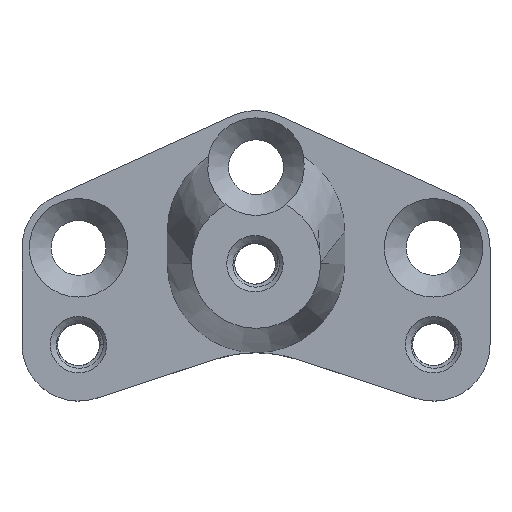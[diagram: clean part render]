
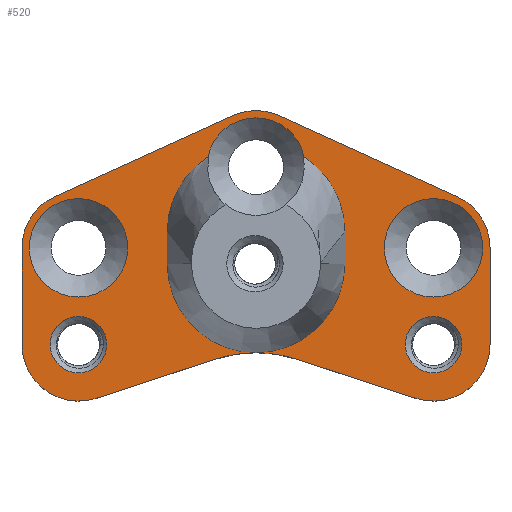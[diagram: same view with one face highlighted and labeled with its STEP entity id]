
A CAD part, top view. The second image highlights one B-rep face of the part: STEP entity #520.
In plain terms, the highlighted planar face has unit normal (0, 0, 1).
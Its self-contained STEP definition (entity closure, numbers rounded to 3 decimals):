
#24 = VERTEX_POINT('',#25);
#25 = CARTESIAN_POINT('',(-1.448,-51.814,32.));
#31 = EDGE_CURVE('',#24,#32,#34,.T.);
#32 = VERTEX_POINT('',#33);
#33 = CARTESIAN_POINT('',(-12.448,-56.814,32.));
#34 = LINE('',#35,#36);
#35 = CARTESIAN_POINT('',(-1.448,-51.814,32.));
#36 = VECTOR('',#37,1.);
#37 = DIRECTION('',(-0.91,-0.414,0.));
#64 = VERTEX_POINT('',#65);
#65 = CARTESIAN_POINT('',(1.448,-51.814,32.));
#71 = EDGE_CURVE('',#64,#24,#72,.T.);
#72 = CIRCLE('',#73,3.5);
#73 = AXIS2_PLACEMENT_3D('',#74,#75,#76);
#74 = CARTESIAN_POINT('',(0.,-55.,32.));
#75 = DIRECTION('',(0.,0.,1.));
#76 = DIRECTION('',(1.,0.,0.));
#95 = EDGE_CURVE('',#32,#96,#98,.T.);
#96 = VERTEX_POINT('',#97);
#97 = CARTESIAN_POINT('',(-14.5,-60.,32.));
#98 = CIRCLE('',#99,3.5);
#99 = AXIS2_PLACEMENT_3D('',#100,#101,#102);
#100 = CARTESIAN_POINT('',(-11.,-60.,32.));
#101 = DIRECTION('',(0.,0.,1.));
#102 = DIRECTION('',(1.,0.,0.));
#520 = ADVANCED_FACE('',(#521,#609,#620,#631,#642,#653),#714,.T.);
#521 = FACE_BOUND('',#522,.T.);
#522 = EDGE_LOOP('',(#523,#533,#542,#548,#549,#550,#551,#559,#568,#576,
    #585,#594,#602));
#523 = ORIENTED_EDGE('',*,*,#524,.T.);
#524 = EDGE_CURVE('',#525,#527,#529,.T.);
#525 = VERTEX_POINT('',#526);
#526 = CARTESIAN_POINT('',(14.5,-66.,32.));
#527 = VERTEX_POINT('',#528);
#528 = CARTESIAN_POINT('',(14.5,-60.,32.));
#529 = LINE('',#530,#531);
#530 = CARTESIAN_POINT('',(14.5,-66.,32.));
#531 = VECTOR('',#532,1.);
#532 = DIRECTION('',(0.,1.,0.));
#533 = ORIENTED_EDGE('',*,*,#534,.T.);
#534 = EDGE_CURVE('',#527,#535,#537,.T.);
#535 = VERTEX_POINT('',#536);
#536 = CARTESIAN_POINT('',(12.448,-56.814,32.));
#537 = CIRCLE('',#538,3.5);
#538 = AXIS2_PLACEMENT_3D('',#539,#540,#541);
#539 = CARTESIAN_POINT('',(11.,-60.,32.));
#540 = DIRECTION('',(0.,0.,1.));
#541 = DIRECTION('',(1.,0.,0.));
#542 = ORIENTED_EDGE('',*,*,#543,.T.);
#543 = EDGE_CURVE('',#535,#64,#544,.T.);
#544 = LINE('',#545,#546);
#545 = CARTESIAN_POINT('',(12.448,-56.814,32.));
#546 = VECTOR('',#547,1.);
#547 = DIRECTION('',(-0.91,0.414,0.));
#548 = ORIENTED_EDGE('',*,*,#71,.T.);
#549 = ORIENTED_EDGE('',*,*,#31,.T.);
#550 = ORIENTED_EDGE('',*,*,#95,.T.);
#551 = ORIENTED_EDGE('',*,*,#552,.T.);
#552 = EDGE_CURVE('',#96,#553,#555,.T.);
#553 = VERTEX_POINT('',#554);
#554 = CARTESIAN_POINT('',(-14.5,-66.,32.));
#555 = LINE('',#556,#557);
#556 = CARTESIAN_POINT('',(-14.5,-60.,32.));
#557 = VECTOR('',#558,1.);
#558 = DIRECTION('',(0.,-1.,0.));
#559 = ORIENTED_EDGE('',*,*,#560,.T.);
#560 = EDGE_CURVE('',#553,#561,#563,.T.);
#561 = VERTEX_POINT('',#562);
#562 = CARTESIAN_POINT('',(-9.911,-69.326,32.));
#563 = CIRCLE('',#564,3.5);
#564 = AXIS2_PLACEMENT_3D('',#565,#566,#567);
#565 = CARTESIAN_POINT('',(-11.,-66.,32.));
#566 = DIRECTION('',(0.,0.,1.));
#567 = DIRECTION('',(1.,0.,0.));
#568 = ORIENTED_EDGE('',*,*,#569,.T.);
#569 = EDGE_CURVE('',#561,#570,#572,.T.);
#570 = VERTEX_POINT('',#571);
#571 = CARTESIAN_POINT('',(-2.489,-66.897,32.));
#572 = LINE('',#573,#574);
#573 = CARTESIAN_POINT('',(-9.911,-69.326,32.));
#574 = VECTOR('',#575,1.);
#575 = DIRECTION('',(0.95,0.311,0.));
#576 = ORIENTED_EDGE('',*,*,#577,.F.);
#577 = EDGE_CURVE('',#578,#570,#580,.T.);
#578 = VERTEX_POINT('',#579);
#579 = CARTESIAN_POINT('',(0.,-66.5,32.));
#580 = CIRCLE('',#581,8.);
#581 = AXIS2_PLACEMENT_3D('',#582,#583,#584);
#582 = CARTESIAN_POINT('',(0.,-74.5,32.));
#583 = DIRECTION('',(0.,0.,1.));
#584 = DIRECTION('',(1.,0.,0.));
#585 = ORIENTED_EDGE('',*,*,#586,.F.);
#586 = EDGE_CURVE('',#587,#578,#589,.T.);
#587 = VERTEX_POINT('',#588);
#588 = CARTESIAN_POINT('',(2.489,-66.897,32.));
#589 = CIRCLE('',#590,8.);
#590 = AXIS2_PLACEMENT_3D('',#591,#592,#593);
#591 = CARTESIAN_POINT('',(0.,-74.5,32.));
#592 = DIRECTION('',(0.,0.,1.));
#593 = DIRECTION('',(1.,0.,0.));
#594 = ORIENTED_EDGE('',*,*,#595,.T.);
#595 = EDGE_CURVE('',#587,#596,#598,.T.);
#596 = VERTEX_POINT('',#597);
#597 = CARTESIAN_POINT('',(9.911,-69.326,32.));
#598 = LINE('',#599,#600);
#599 = CARTESIAN_POINT('',(2.489,-66.897,32.));
#600 = VECTOR('',#601,1.);
#601 = DIRECTION('',(0.95,-0.311,0.));
#602 = ORIENTED_EDGE('',*,*,#603,.T.);
#603 = EDGE_CURVE('',#596,#525,#604,.T.);
#604 = CIRCLE('',#605,3.5);
#605 = AXIS2_PLACEMENT_3D('',#606,#607,#608);
#606 = CARTESIAN_POINT('',(11.,-66.,32.));
#607 = DIRECTION('',(0.,0.,1.));
#608 = DIRECTION('',(1.,0.,0.));
#609 = FACE_BOUND('',#610,.T.);
#610 = EDGE_LOOP('',(#611));
#611 = ORIENTED_EDGE('',*,*,#612,.F.);
#612 = EDGE_CURVE('',#613,#613,#615,.T.);
#613 = VERTEX_POINT('',#614);
#614 = CARTESIAN_POINT('',(-9.25,-66.,32.));
#615 = CIRCLE('',#616,1.75);
#616 = AXIS2_PLACEMENT_3D('',#617,#618,#619);
#617 = CARTESIAN_POINT('',(-11.,-66.,32.));
#618 = DIRECTION('',(0.,0.,1.));
#619 = DIRECTION('',(1.,0.,0.));
#620 = FACE_BOUND('',#621,.T.);
#621 = EDGE_LOOP('',(#622));
#622 = ORIENTED_EDGE('',*,*,#623,.F.);
#623 = EDGE_CURVE('',#624,#624,#626,.T.);
#624 = VERTEX_POINT('',#625);
#625 = CARTESIAN_POINT('',(-7.95,-60.,32.));
#626 = CIRCLE('',#627,3.05);
#627 = AXIS2_PLACEMENT_3D('',#628,#629,#630);
#628 = CARTESIAN_POINT('',(-11.,-60.,32.));
#629 = DIRECTION('',(0.,0.,1.));
#630 = DIRECTION('',(1.,0.,0.));
#631 = FACE_BOUND('',#632,.T.);
#632 = EDGE_LOOP('',(#633));
#633 = ORIENTED_EDGE('',*,*,#634,.F.);
#634 = EDGE_CURVE('',#635,#635,#637,.T.);
#635 = VERTEX_POINT('',#636);
#636 = CARTESIAN_POINT('',(12.75,-66.,32.));
#637 = CIRCLE('',#638,1.75);
#638 = AXIS2_PLACEMENT_3D('',#639,#640,#641);
#639 = CARTESIAN_POINT('',(11.,-66.,32.));
#640 = DIRECTION('',(0.,0.,1.));
#641 = DIRECTION('',(1.,0.,0.));
#642 = FACE_BOUND('',#643,.T.);
#643 = EDGE_LOOP('',(#644));
#644 = ORIENTED_EDGE('',*,*,#645,.F.);
#645 = EDGE_CURVE('',#646,#646,#648,.T.);
#646 = VERTEX_POINT('',#647);
#647 = CARTESIAN_POINT('',(14.05,-60.,32.));
#648 = CIRCLE('',#649,3.05);
#649 = AXIS2_PLACEMENT_3D('',#650,#651,#652);
#650 = CARTESIAN_POINT('',(11.,-60.,32.));
#651 = DIRECTION('',(0.,0.,1.));
#652 = DIRECTION('',(1.,0.,0.));
#653 = FACE_BOUND('',#654,.T.);
#654 = EDGE_LOOP('',(#655,#664,#673,#681,#690,#699,#708));
#655 = ORIENTED_EDGE('',*,*,#656,.F.);
#656 = EDGE_CURVE('',#578,#657,#659,.T.);
#657 = VERTEX_POINT('',#658);
#658 = CARTESIAN_POINT('',(5.5,-61.,32.));
#659 = CIRCLE('',#660,5.5);
#660 = AXIS2_PLACEMENT_3D('',#661,#662,#663);
#661 = CARTESIAN_POINT('',(0.,-61.,32.));
#662 = DIRECTION('',(0.,0.,1.));
#663 = DIRECTION('',(1.,0.,0.));
#664 = ORIENTED_EDGE('',*,*,#665,.F.);
#665 = EDGE_CURVE('',#666,#578,#668,.T.);
#666 = VERTEX_POINT('',#667);
#667 = CARTESIAN_POINT('',(-5.5,-61.,32.));
#668 = CIRCLE('',#669,5.5);
#669 = AXIS2_PLACEMENT_3D('',#670,#671,#672);
#670 = CARTESIAN_POINT('',(0.,-61.,32.));
#671 = DIRECTION('',(0.,0.,1.));
#672 = DIRECTION('',(1.,0.,0.));
#673 = ORIENTED_EDGE('',*,*,#674,.F.);
#674 = EDGE_CURVE('',#675,#666,#677,.T.);
#675 = VERTEX_POINT('',#676);
#676 = CARTESIAN_POINT('',(-5.5,-58.996,32.));
#677 = LINE('',#678,#679);
#678 = CARTESIAN_POINT('',(-5.5,-58.996,32.));
#679 = VECTOR('',#680,1.);
#680 = DIRECTION('',(0.,-1.,0.));
#681 = ORIENTED_EDGE('',*,*,#682,.F.);
#682 = EDGE_CURVE('',#683,#675,#685,.T.);
#683 = VERTEX_POINT('',#684);
#684 = CARTESIAN_POINT('',(-2.986,-54.377,32.));
#685 = CIRCLE('',#686,5.5);
#686 = AXIS2_PLACEMENT_3D('',#687,#688,#689);
#687 = CARTESIAN_POINT('',(0.,-58.996,32.));
#688 = DIRECTION('',(0.,0.,1.));
#689 = DIRECTION('',(1.,0.,0.));
#690 = ORIENTED_EDGE('',*,*,#691,.F.);
#691 = EDGE_CURVE('',#692,#683,#694,.T.);
#692 = VERTEX_POINT('',#693);
#693 = CARTESIAN_POINT('',(2.986,-54.377,32.));
#694 = CIRCLE('',#695,3.05);
#695 = AXIS2_PLACEMENT_3D('',#696,#697,#698);
#696 = CARTESIAN_POINT('',(0.,-55.,32.));
#697 = DIRECTION('',(0.,0.,1.));
#698 = DIRECTION('',(1.,0.,0.));
#699 = ORIENTED_EDGE('',*,*,#700,.F.);
#700 = EDGE_CURVE('',#701,#692,#703,.T.);
#701 = VERTEX_POINT('',#702);
#702 = CARTESIAN_POINT('',(5.5,-58.996,32.));
#703 = CIRCLE('',#704,5.5);
#704 = AXIS2_PLACEMENT_3D('',#705,#706,#707);
#705 = CARTESIAN_POINT('',(0.,-58.996,32.));
#706 = DIRECTION('',(0.,0.,1.));
#707 = DIRECTION('',(1.,0.,0.));
#708 = ORIENTED_EDGE('',*,*,#709,.F.);
#709 = EDGE_CURVE('',#657,#701,#710,.T.);
#710 = LINE('',#711,#712);
#711 = CARTESIAN_POINT('',(5.5,-61.,32.));
#712 = VECTOR('',#713,1.);
#713 = DIRECTION('',(0.,1.,0.));
#714 = PLANE('',#715);
#715 = AXIS2_PLACEMENT_3D('',#716,#717,#718);
#716 = CARTESIAN_POINT('',(0.,-61.589,32.));
#717 = DIRECTION('',(0.,0.,1.));
#718 = DIRECTION('',(1.,0.,0.));
